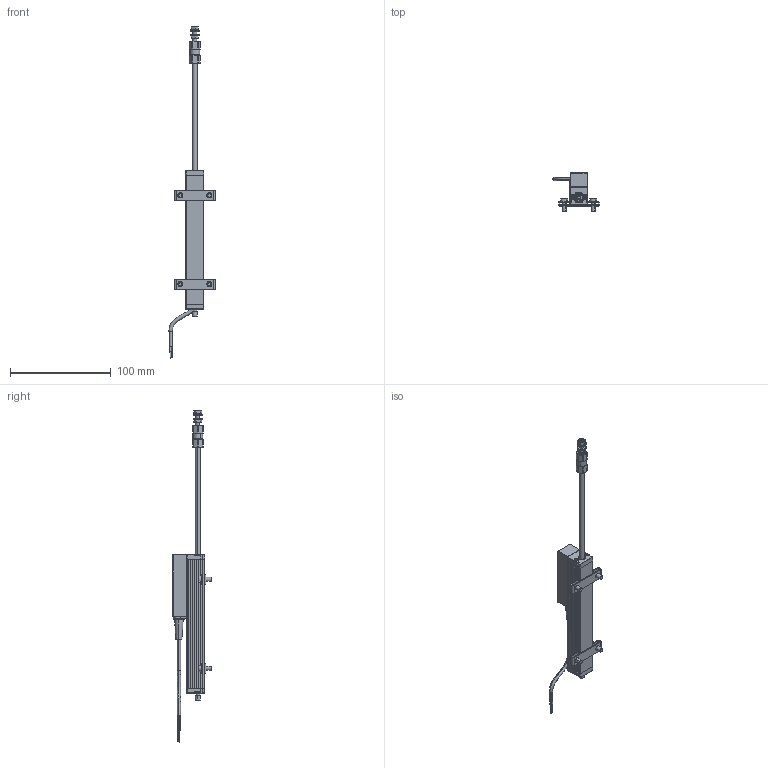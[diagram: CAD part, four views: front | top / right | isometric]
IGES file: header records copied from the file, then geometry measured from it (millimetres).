
Start section: SolidWorks IGES file using analytic representation for surfaces
Global section: file name: TE1-0100-101-411-202_ausgefahren.IGS; native system: SolidWorks 2013; preprocessor: SolidWorks 2013; author: widmaier; date: 140225.094904; units: millimetre
Bounding box: 45.9 x 38.85 x 329.31 mm (x, y, z)
Surface area: 27081.2 mm2 (no closed solid volume)
Topology: 0 solids, 0 shells, 572 faces, 6228 edges, 6221 vertices
Faces by surface type: revolution 292, bspline 280
